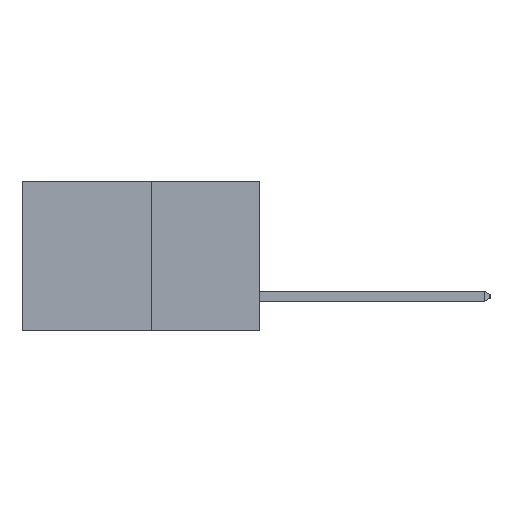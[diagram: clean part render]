
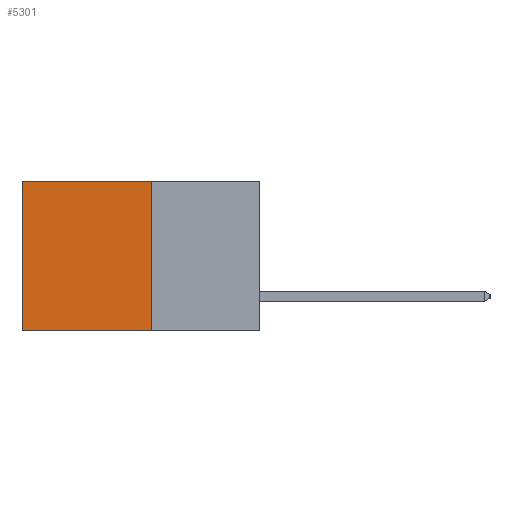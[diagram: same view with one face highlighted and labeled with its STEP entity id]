
A CAD part, left-side view. The second image highlights one B-rep face of the part: STEP entity #5301.
In plain terms, the highlighted planar face has unit normal (-1, 0, 0).
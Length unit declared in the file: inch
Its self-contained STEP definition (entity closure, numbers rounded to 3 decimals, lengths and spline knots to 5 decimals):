
#124 = VECTOR ( 'NONE', #2516, 39.37008 ) ;
#181 = FACE_OUTER_BOUND ( 'NONE', #2188, .T. ) ;
#505 = VECTOR ( 'NONE', #5824, 39.37008 ) ;
#583 = LINE ( 'NONE', #7447, #124 ) ;
#1400 = VERTEX_POINT ( 'NONE', #7872 ) ;
#1443 = DIRECTION ( 'NONE',  ( 0., 1., 0. ) ) ;
#1526 = ORIENTED_EDGE ( 'NONE', *, *, #8819, .F. ) ;
#1753 = EDGE_CURVE ( 'NONE', #8098, #1400, #583, .T. ) ;
#1907 = CARTESIAN_POINT ( 'NONE',  ( 0.277, 0.27, -0.37 ) ) ;
#2043 = DIRECTION ( 'NONE',  ( 0., 0., -1. ) ) ;
#2091 = PLANE ( 'NONE',  #8072 ) ;
#2188 = EDGE_LOOP ( 'NONE', ( #5450, #1526, #3410, #6679 ) ) ;
#2345 = CARTESIAN_POINT ( 'NONE',  ( 0.277, 0.27, -0.37 ) ) ;
#2516 = DIRECTION ( 'NONE',  ( 0., 0., -1. ) ) ;
#3410 = ORIENTED_EDGE ( 'NONE', *, *, #7159, .F. ) ;
#4220 = VERTEX_POINT ( 'NONE', #5430 ) ;
#4459 = CARTESIAN_POINT ( 'NONE',  ( 0.277, 0.27, 0. ) ) ;
#4761 = VECTOR ( 'NONE', #1443, 39.37008 ) ;
#4927 = LINE ( 'NONE', #4459, #8448 ) ;
#4993 = DIRECTION ( 'NONE',  ( 0., 1., 0. ) ) ;
#5160 = EDGE_CURVE ( 'NONE', #4220, #8098, #4927, .T. ) ;
#5301 = ADVANCED_FACE ( 'NONE', ( #181 ), #2091, .F. ) ;
#5430 = CARTESIAN_POINT ( 'NONE',  ( 0.277, 0.27, 0. ) ) ;
#5450 = ORIENTED_EDGE ( 'NONE', *, *, #1753, .T. ) ;
#5638 = CARTESIAN_POINT ( 'NONE',  ( 0.277, 0.27, -0.37 ) ) ;
#5813 = VERTEX_POINT ( 'NONE', #6544 ) ;
#5824 = DIRECTION ( 'NONE',  ( 0., 0., -1. ) ) ;
#6166 = CARTESIAN_POINT ( 'NONE',  ( 0.277, 0.59, 0. ) ) ;
#6544 = CARTESIAN_POINT ( 'NONE',  ( 0.277, 0.27, -0.37 ) ) ;
#6679 = ORIENTED_EDGE ( 'NONE', *, *, #5160, .T. ) ;
#6707 = DIRECTION ( 'NONE',  ( 1., 0., 0. ) ) ;
#7159 = EDGE_CURVE ( 'NONE', #4220, #5813, #8095, .T. ) ;
#7447 = CARTESIAN_POINT ( 'NONE',  ( 0.277, 0.59, -0.37 ) ) ;
#7872 = CARTESIAN_POINT ( 'NONE',  ( 0.277, 0.59, -0.37 ) ) ;
#8072 = AXIS2_PLACEMENT_3D ( 'NONE', #2345, #6707, #2043 ) ;
#8095 = LINE ( 'NONE', #5638, #505 ) ;
#8098 = VERTEX_POINT ( 'NONE', #6166 ) ;
#8448 = VECTOR ( 'NONE', #4993, 39.37008 ) ;
#8501 = LINE ( 'NONE', #1907, #4761 ) ;
#8819 = EDGE_CURVE ( 'NONE', #5813, #1400, #8501, .T. ) ;
